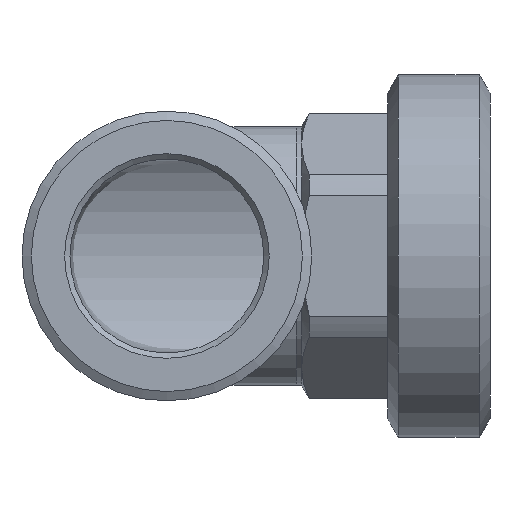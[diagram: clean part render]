
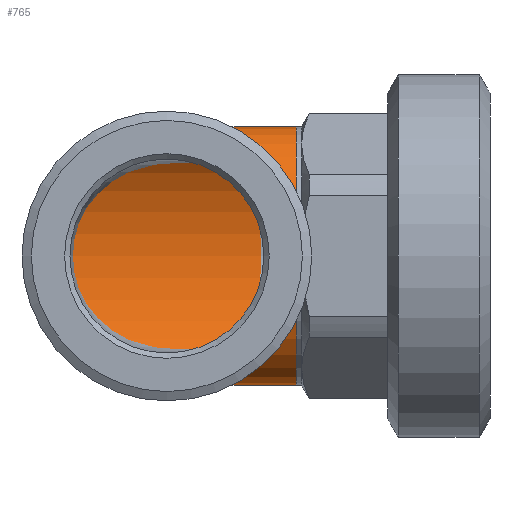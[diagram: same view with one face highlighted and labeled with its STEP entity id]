
A CAD part, front view. The second image highlights one B-rep face of the part: STEP entity #765.
In plain terms, the highlighted toroidal (fillet/blend) face has major radius 12 mm and minor radius 12 mm.
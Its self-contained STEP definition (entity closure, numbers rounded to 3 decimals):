
#14=TOROIDAL_SURFACE('',#828,12.,12.);
#147=ORIENTED_EDGE('',*,*,#266,.T.);
#148=ORIENTED_EDGE('',*,*,#267,.F.);
#266=EDGE_CURVE('',#320,#320,#355,.F.);
#267=EDGE_CURVE('',#320,#320,#356,.F.);
#320=VERTEX_POINT('',#1163);
#355=CIRCLE('',#827,12.);
#356=CIRCLE('',#829,12.);
#387=EDGE_LOOP('',(#147,#148));
#442=FACE_BOUND('',#387,.T.);
#765=ADVANCED_FACE('',(#442),#14,.T.);
#827=AXIS2_PLACEMENT_3D('',#1162,#949,#950);
#828=AXIS2_PLACEMENT_3D('',#1164,#951,#952);
#829=AXIS2_PLACEMENT_3D('',#1165,#953,#954);
#949=DIRECTION('',(1.,0.,0.));
#950=DIRECTION('',(0.,-1.,0.));
#951=DIRECTION('',(0.,0.,-1.));
#952=DIRECTION('',(-1.,0.,0.));
#953=DIRECTION('',(0.,1.,0.));
#954=DIRECTION('',(1.,0.,0.));
#1162=CARTESIAN_POINT('',(12.,0.,0.));
#1163=CARTESIAN_POINT('',(12.,-12.,0.));
#1164=CARTESIAN_POINT('',(12.,-12.,0.));
#1165=CARTESIAN_POINT('',(0.,-12.,0.));
